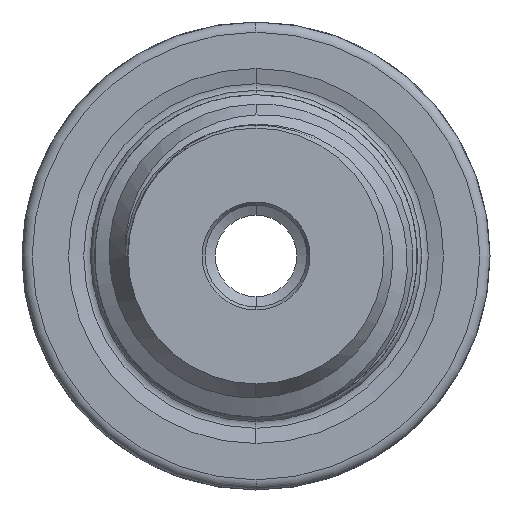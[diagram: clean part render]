
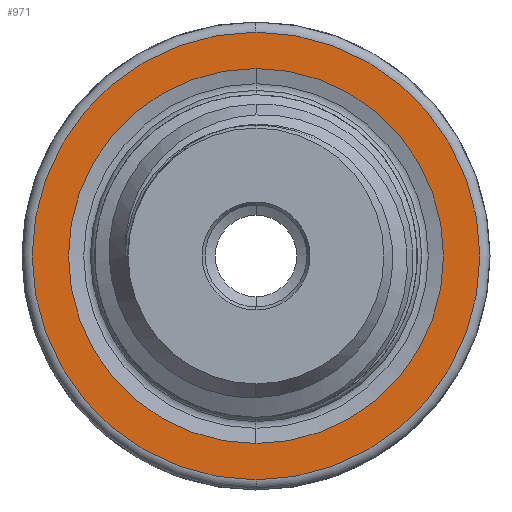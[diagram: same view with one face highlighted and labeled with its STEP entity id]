
A CAD part, left-side view. The second image highlights one B-rep face of the part: STEP entity #971.
In plain terms, the highlighted planar face has unit normal (-1, 0, 0).
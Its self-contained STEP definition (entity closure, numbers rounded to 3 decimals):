
#18 = CARTESIAN_POINT ( 'NONE',  ( 25., 0., 0. ) ) ;
#139 = CIRCLE ( 'NONE', #3464, 9.216 ) ;
#574 = ORIENTED_EDGE ( 'NONE', *, *, #2277, .F. ) ;
#626 = EDGE_CURVE ( 'NONE', #4015, #5061, #1815, .T. ) ;
#971 = ADVANCED_FACE ( 'NONE', ( #3769, #2422 ), #4801, .F. ) ;
#976 = CIRCLE ( 'NONE', #2804, 9.216 ) ;
#1043 = CIRCLE ( 'NONE', #3131, 11. ) ;
#1136 = ORIENTED_EDGE ( 'NONE', *, *, #626, .T. ) ;
#1255 = CARTESIAN_POINT ( 'NONE',  ( 25., 0., 9.216 ) ) ;
#1292 = CARTESIAN_POINT ( 'NONE',  ( 25., 0., 0. ) ) ;
#1459 = AXIS2_PLACEMENT_3D ( 'NONE', #1292, #1674, #4481 ) ;
#1674 = DIRECTION ( 'NONE',  ( -1., 0., 0. ) ) ;
#1815 = CIRCLE ( 'NONE', #1459, 11. ) ;
#2000 = DIRECTION ( 'NONE',  ( 0., 0., 1. ) ) ;
#2094 = DIRECTION ( 'NONE',  ( 1., 0., 0. ) ) ;
#2197 = CARTESIAN_POINT ( 'NONE',  ( 25., 0., 0. ) ) ;
#2230 = CARTESIAN_POINT ( 'NONE',  ( 25., 11.5, 0. ) ) ;
#2277 = EDGE_CURVE ( 'NONE', #5899, #4265, #139, .T. ) ;
#2422 = FACE_BOUND ( 'NONE', #5533, .T. ) ;
#2804 = AXIS2_PLACEMENT_3D ( 'NONE', #3784, #2868, #2000 ) ;
#2868 = DIRECTION ( 'NONE',  ( -1., 0., 0. ) ) ;
#2978 = EDGE_CURVE ( 'NONE', #4265, #5899, #976, .T. ) ;
#3131 = AXIS2_PLACEMENT_3D ( 'NONE', #18, #4116, #3212 ) ;
#3212 = DIRECTION ( 'NONE',  ( 0., 0., -1. ) ) ;
#3214 = ORIENTED_EDGE ( 'NONE', *, *, #2978, .F. ) ;
#3464 = AXIS2_PLACEMENT_3D ( 'NONE', #2197, #4488, #4110 ) ;
#3769 = FACE_OUTER_BOUND ( 'NONE', #4945, .T. ) ;
#3784 = CARTESIAN_POINT ( 'NONE',  ( 25., 0., 0. ) ) ;
#3896 = CARTESIAN_POINT ( 'NONE',  ( 25., 0., -9.216 ) ) ;
#4015 = VERTEX_POINT ( 'NONE', #4198 ) ;
#4054 = DIRECTION ( 'NONE',  ( 0., 0., -1. ) ) ;
#4110 = DIRECTION ( 'NONE',  ( 0., 0., 1. ) ) ;
#4116 = DIRECTION ( 'NONE',  ( -1., 0., 0. ) ) ;
#4198 = CARTESIAN_POINT ( 'NONE',  ( 25., 0., 11. ) ) ;
#4243 = AXIS2_PLACEMENT_3D ( 'NONE', #2230, #2094, #4054 ) ;
#4265 = VERTEX_POINT ( 'NONE', #1255 ) ;
#4304 = CARTESIAN_POINT ( 'NONE',  ( 25., 0., -11. ) ) ;
#4481 = DIRECTION ( 'NONE',  ( 0., 0., -1. ) ) ;
#4488 = DIRECTION ( 'NONE',  ( -1., 0., 0. ) ) ;
#4801 = PLANE ( 'NONE',  #4243 ) ;
#4945 = EDGE_LOOP ( 'NONE', ( #4955, #1136 ) ) ;
#4955 = ORIENTED_EDGE ( 'NONE', *, *, #5011, .T. ) ;
#5011 = EDGE_CURVE ( 'NONE', #5061, #4015, #1043, .T. ) ;
#5061 = VERTEX_POINT ( 'NONE', #4304 ) ;
#5533 = EDGE_LOOP ( 'NONE', ( #3214, #574 ) ) ;
#5899 = VERTEX_POINT ( 'NONE', #3896 ) ;
